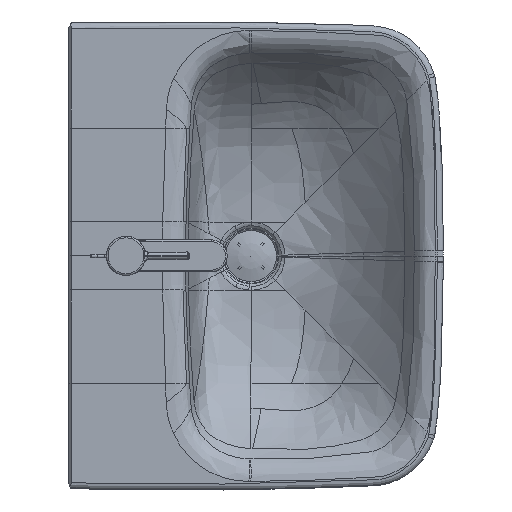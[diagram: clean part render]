
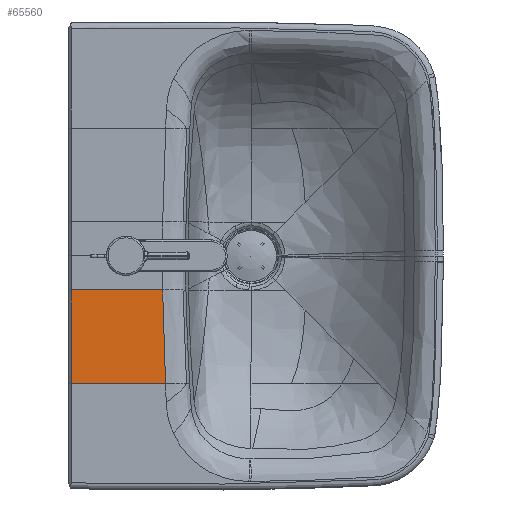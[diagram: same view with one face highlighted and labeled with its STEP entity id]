
A CAD part, top view. The second image highlights one B-rep face of the part: STEP entity #65560.
In plain terms, the highlighted free-form (B-spline) face has degree [5, 4] with [9, 5] control points.
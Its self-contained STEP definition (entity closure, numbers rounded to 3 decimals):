
#189=CARTESIAN_POINT('',(-3.,40.,0.));
#190=VERTEX_POINT('',#189);
#197=CARTESIAN_POINT('',(-110.224,40.,0.));
#198=VERTEX_POINT('',#197);
#199=CARTESIAN_POINT('',(-110.224,40.,0.0));
#200=DIRECTION('',(1.0,0.,0.0));
#201=VECTOR('',#200,107.224);
#202=LINE('',#199,#201);
#203=EDGE_CURVE('',#198,#190,#202,.T.);
#65454=CARTESIAN_POINT('',(-110.224,40.0,0.));
#65455=CARTESIAN_POINT('',(-110.247,50.999,0.003));
#65456=CARTESIAN_POINT('',(-110.436,62.009,0.003));
#65457=CARTESIAN_POINT('',(-110.79,73.007,0.002));
#65458=CARTESIAN_POINT('',(-111.69,95.005,-0.001));
#65459=CARTESIAN_POINT('',(-112.697,117.003,-0.004));
#65460=CARTESIAN_POINT('',(-113.158,127.992,-0.004));
#65461=CARTESIAN_POINT('',(-113.502,139.001,-0.003));
#65462=CARTESIAN_POINT('',(-113.726,150.,0.));
#65463=CARTESIAN_POINT('',(-83.395,40.0,0.));
#65464=CARTESIAN_POINT('',(-83.397,50.999,-0.005));
#65465=CARTESIAN_POINT('',(-83.544,62.008,-0.005));
#65466=CARTESIAN_POINT('',(-83.836,73.006,-0.002));
#65467=CARTESIAN_POINT('',(-84.577,95.002,0.008));
#65468=CARTESIAN_POINT('',(-85.375,116.999,0.016));
#65469=CARTESIAN_POINT('',(-85.721,127.989,0.017));
#65470=CARTESIAN_POINT('',(-85.946,138.999,0.012));
#65471=CARTESIAN_POINT('',(-86.045,150.,0.));
#65472=CARTESIAN_POINT('',(-56.566,40.0,0.));
#65473=CARTESIAN_POINT('',(-56.581,51.004,0.003));
#65474=CARTESIAN_POINT('',(-56.674,62.016,0.003));
#65475=CARTESIAN_POINT('',(-56.843,73.012,0.));
#65476=CARTESIAN_POINT('',(-57.277,95.003,-0.008));
#65477=CARTESIAN_POINT('',(-57.78,116.995,-0.012));
#65478=CARTESIAN_POINT('',(-58.019,127.983,-0.012));
#65479=CARTESIAN_POINT('',(-58.214,138.995,-0.008));
#65480=CARTESIAN_POINT('',(-58.363,150.,0.));
#65481=CARTESIAN_POINT('',(-29.737,40.0,0.));
#65482=CARTESIAN_POINT('',(-29.742,51.01,0.));
#65483=CARTESIAN_POINT('',(-29.792,62.023,0.));
#65484=CARTESIAN_POINT('',(-29.888,73.018,0.));
#65485=CARTESIAN_POINT('',(-30.131,95.003,-0.001));
#65486=CARTESIAN_POINT('',(-30.404,116.989,-0.001));
#65487=CARTESIAN_POINT('',(-30.528,127.976,-0.001));
#65488=CARTESIAN_POINT('',(-30.621,138.989,-0.001));
#65489=CARTESIAN_POINT('',(-30.682,150.,0.));
#65490=CARTESIAN_POINT('',(-2.908,40.0,0.));
#65491=CARTESIAN_POINT('',(-2.908,51.015,0.));
#65492=CARTESIAN_POINT('',(-2.913,62.03,0.));
#65493=CARTESIAN_POINT('',(-2.922,73.024,0.));
#65494=CARTESIAN_POINT('',(-2.946,95.004,0.));
#65495=CARTESIAN_POINT('',(-2.973,116.984,0.));
#65496=CARTESIAN_POINT('',(-2.985,127.969,0.));
#65497=CARTESIAN_POINT('',(-2.994,138.984,0.));
#65498=CARTESIAN_POINT('',(-3.,150.,0.));
#65499=B_SPLINE_SURFACE_WITH_KNOTS('',5,4,((#65454,#65463,#65472,#65481,#65490),(#65455,#65464,#65473,#65482,#65491),(#65456,#65465,#65474,#65483,#65492),(#65457,#65466,#65475,#65484,#65493),(#65458,#65467,#65476,#65485,#65494),(#65459,#65468,#65477,#65486,#65495),(#65460,#65469,#65478,#65487,#65496),(#65461,#65470,#65479,#65488,#65497),(#65462,#65471,#65480,#65489,#65498)),.UNSPECIFIED.,.F.,.F.,.U.,(6,3,6),(5,5),(0.0,54.999,110.025),(126.866,235.746),.UNSPECIFIED.);
#65500=CARTESIAN_POINT('',(-3.,150.,0.));
#65501=VERTEX_POINT('',#65500);
#65502=CARTESIAN_POINT('',(-3.,40.,0.));
#65503=CARTESIAN_POINT('',(-3.,50.359,0.));
#65504=CARTESIAN_POINT('',(-3.,60.715,0.));
#65505=CARTESIAN_POINT('',(-3.,71.061,0.));
#65506=CARTESIAN_POINT('',(-3.,74.078,0.));
#65507=CARTESIAN_POINT('',(-3.,77.094,0.));
#65508=CARTESIAN_POINT('',(-3.,80.109,0.));
#65509=CARTESIAN_POINT('',(-3.,81.343,0.));
#65510=CARTESIAN_POINT('',(-3.,82.577,0.));
#65511=CARTESIAN_POINT('',(-3.,83.811,0.));
#65512=CARTESIAN_POINT('',(-3.,84.83,0.));
#65513=CARTESIAN_POINT('',(-3.,85.933,0.));
#65514=CARTESIAN_POINT('',(-3.,87.121,0.));
#65515=CARTESIAN_POINT('',(-3.,92.615,0.));
#65516=CARTESIAN_POINT('',(-3.,99.666,0.));
#65517=CARTESIAN_POINT('',(-3.,104.736,0.));
#65518=CARTESIAN_POINT('',(-3.,105.935,0.));
#65519=CARTESIAN_POINT('',(-3.,107.01,0.));
#65520=CARTESIAN_POINT('',(-3.,108.124,0.));
#65521=CARTESIAN_POINT('',(-3.,121.148,0.));
#65522=CARTESIAN_POINT('',(-3.,134.177,0.));
#65523=CARTESIAN_POINT('',(-3.,147.221,0.));
#65524=CARTESIAN_POINT('',(-3.,147.418,0.));
#65525=CARTESIAN_POINT('',(-3.,147.611,0.));
#65526=CARTESIAN_POINT('',(-3.,147.801,0.));
#65527=CARTESIAN_POINT('',(-3.,148.53,0.));
#65528=CARTESIAN_POINT('',(-3.,149.223,0.));
#65529=CARTESIAN_POINT('',(-3.,150.,0.));
#65530=B_SPLINE_CURVE_WITH_KNOTS('',3,(#65502,#65503,#65504,#65505,#65506,#65507,#65508,#65509,#65510,#65511,#65512,#65513,#65514,#65515,#65516,#65517,#65518,#65519,#65520,#65521,#65522,#65523,#65524,#65525,#65526,#65527,#65528,#65529),.UNSPECIFIED.,.F.,.U.,(4,3,3,3,3,3,3,3,3,4),(0.,43.913,56.717,61.956,66.283,86.298,91.028,146.343,147.176,150.374),.UNSPECIFIED.);
#65531=EDGE_CURVE('',#65501,#190,#65530,.F.);
#65532=ORIENTED_EDGE('',*,*,#65531,.F.);
#65533=CARTESIAN_POINT('',(-113.726,150.,0.));
#65534=VERTEX_POINT('',#65533);
#65535=CARTESIAN_POINT('',(-113.726,150.,0.));
#65536=DIRECTION('',(1.0,0.,0.));
#65537=VECTOR('',#65536,110.726);
#65538=LINE('',#65535,#65537);
#65539=EDGE_CURVE('',#65534,#65501,#65538,.T.);
#65540=ORIENTED_EDGE('',*,*,#65539,.F.);
#65541=CARTESIAN_POINT('',(-110.224,40.,0.));
#65542=CARTESIAN_POINT('',(-110.26,56.847,0.004));
#65543=CARTESIAN_POINT('',(-110.813,73.704,0.002));
#65544=CARTESIAN_POINT('',(-111.526,90.547,0.));
#65545=CARTESIAN_POINT('',(-111.589,92.031,0.));
#65546=CARTESIAN_POINT('',(-111.653,93.515,-0.001));
#65547=CARTESIAN_POINT('',(-111.717,95.,-0.001));
#65548=CARTESIAN_POINT('',(-112.461,112.166,-0.003));
#65549=CARTESIAN_POINT('',(-113.253,129.327,-0.004));
#65550=CARTESIAN_POINT('',(-113.65,146.491,-0.001));
#65551=CARTESIAN_POINT('',(-113.677,147.661,-0.001));
#65552=CARTESIAN_POINT('',(-113.702,148.831,0.));
#65553=CARTESIAN_POINT('',(-113.726,150.,0.));
#65554=B_SPLINE_CURVE_WITH_KNOTS('',3,(#65541,#65542,#65543,#65544,#65545,#65546,#65547,#65548,#65549,#65550,#65551,#65552,#65553),.UNSPECIFIED.,.F.,.U.,(4,3,3,3,4),(0.,50.545,54.999,106.515,110.025),.UNSPECIFIED.);
#65555=EDGE_CURVE('',#65534,#198,#65554,.F.);
#65556=ORIENTED_EDGE('',*,*,#65555,.T.);
#65557=ORIENTED_EDGE('',*,*,#203,.T.);
#65558=EDGE_LOOP('',(#65532,#65540,#65556,#65557));
#65559=FACE_OUTER_BOUND('',#65558,.T.);
#65560=ADVANCED_FACE('',(#65559),#65499,.F.);
